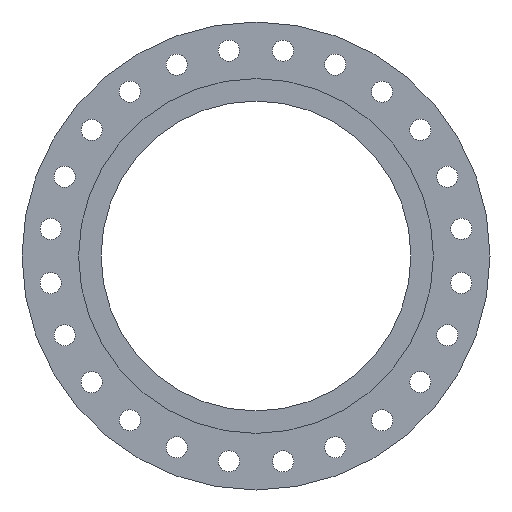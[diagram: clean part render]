
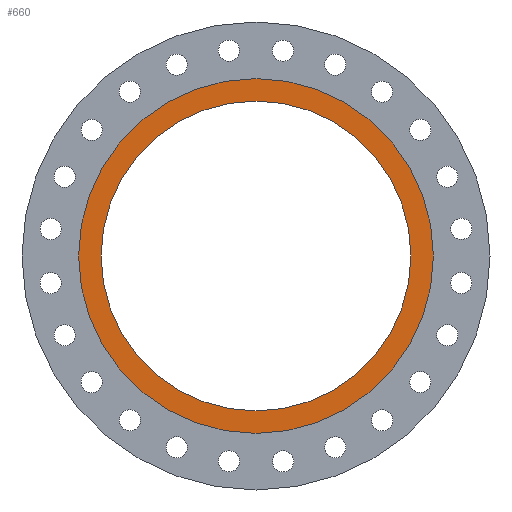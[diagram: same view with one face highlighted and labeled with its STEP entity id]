
A CAD part, front view. The second image highlights one B-rep face of the part: STEP entity #660.
In plain terms, the highlighted planar face has unit normal (0, -1, 0).
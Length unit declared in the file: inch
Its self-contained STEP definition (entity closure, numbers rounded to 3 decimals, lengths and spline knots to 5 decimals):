
#15=FACE_BOUND('',#129,.T.);
#67=PLANE('',#764);
#96=FACE_OUTER_BOUND('',#128,.T.);
#128=EDGE_LOOP('',(#539));
#129=EDGE_LOOP('',(#540));
#292=CIRCLE('',#763,10.1);
#293=CIRCLE('',#765,11.56);
#348=VERTEX_POINT('',#1131);
#349=VERTEX_POINT('',#1135);
#429=EDGE_CURVE('',#348,#348,#292,.T.);
#430=EDGE_CURVE('',#349,#349,#293,.T.);
#539=ORIENTED_EDGE('',*,*,#430,.F.);
#540=ORIENTED_EDGE('',*,*,#429,.T.);
#660=ADVANCED_FACE('',(#96,#15),#67,.T.);
#763=AXIS2_PLACEMENT_3D('',#1133,#952,#953);
#764=AXIS2_PLACEMENT_3D('',#1134,#954,#955);
#765=AXIS2_PLACEMENT_3D('',#1136,#956,#957);
#952=DIRECTION('center_axis',(0.,1.,0.));
#953=DIRECTION('ref_axis',(1.,0.,0.));
#954=DIRECTION('center_axis',(0.,-1.,0.));
#955=DIRECTION('ref_axis',(0.,0.,-1.));
#956=DIRECTION('center_axis',(0.,1.,0.));
#957=DIRECTION('ref_axis',(1.,0.,0.));
#1131=CARTESIAN_POINT('',(10.1,0.,0.));
#1133=CARTESIAN_POINT('Origin',(0.,0.,0.));
#1134=CARTESIAN_POINT('Origin',(-11.56,0.,0.));
#1135=CARTESIAN_POINT('',(11.56,0.,0.));
#1136=CARTESIAN_POINT('Origin',(0.,0.,0.));
